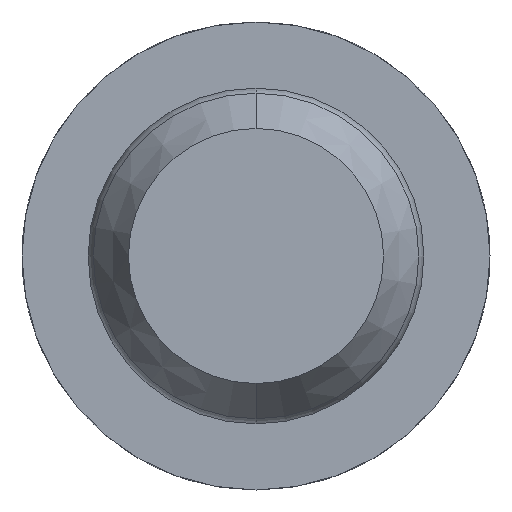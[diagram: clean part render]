
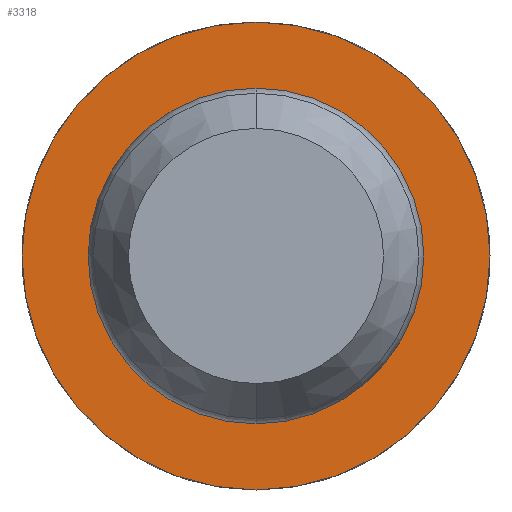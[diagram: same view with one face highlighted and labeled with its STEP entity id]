
A CAD part, front view. The second image highlights one B-rep face of the part: STEP entity #3318.
In plain terms, the highlighted planar face has unit normal (0, -1, 0).
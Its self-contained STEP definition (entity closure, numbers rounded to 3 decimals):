
#55 = VERTEX_POINT ( 'NONE', #2302 ) ;
#98 = DIRECTION ( 'NONE',  ( 0., 1., 0. ) ) ;
#159 = EDGE_CURVE ( 'Defeature ausgef�hrt3_5+Defeature ausgef�hrt3_6+Defeature ausgef�hrt3_6+Defeature ausgef�hrt3_6', #3591, #55, #901, .T. ) ;
#287 = EDGE_CURVE ( 'Defeature ausgef�hrt3_4+Defeature ausgef�hrt3_5+Defeature ausgef�hrt3_5+Defeature ausgef�hrt3_5', #2937, #2205, #612, .T. ) ;
#548 = DIRECTION ( 'NONE',  ( 0., 0., 1. ) ) ;
#588 = AXIS2_PLACEMENT_3D ( 'NONE', #2917, #5097, #611 ) ;
#611 = DIRECTION ( 'NONE',  ( 0., 0., 1. ) ) ;
#612 = CIRCLE ( 'NONE', #4103, 1.15 ) ;
#739 = CARTESIAN_POINT ( 'NONE',  ( 0., -10.5, 0. ) ) ;
#901 = CIRCLE ( 'NONE', #3810, 0.825 ) ;
#1150 = DIRECTION ( 'NONE',  ( 0., 0., 1. ) ) ;
#1202 = ORIENTED_EDGE ( 'NONE', *, *, #4119, .T. ) ;
#1218 = DIRECTION ( 'NONE',  ( 0., 0., 1. ) ) ;
#1362 = FACE_OUTER_BOUND ( 'NONE', #4282, .T. ) ;
#1580 = CARTESIAN_POINT ( 'NONE',  ( 1.15, -10.5, 0. ) ) ;
#1590 = DIRECTION ( 'NONE',  ( 0., 0., 1. ) ) ;
#1846 = ORIENTED_EDGE ( 'NONE', *, *, #287, .F. ) ;
#1996 = AXIS2_PLACEMENT_3D ( 'NONE', #739, #2111, #1218 ) ;
#2037 = DIRECTION ( 'NONE',  ( 0., 1., 0. ) ) ;
#2111 = DIRECTION ( 'NONE',  ( 0., 1., 0. ) ) ;
#2205 = VERTEX_POINT ( 'NONE', #3980 ) ;
#2302 = CARTESIAN_POINT ( 'NONE',  ( 0., -10.5, -0.825 ) ) ;
#2307 = ORIENTED_EDGE ( 'NONE', *, *, #159, .T. ) ;
#2508 = CARTESIAN_POINT ( 'NONE',  ( 0., -10.5, 0. ) ) ;
#2761 = AXIS2_PLACEMENT_3D ( 'NONE', #1580, #2037, #1150 ) ;
#2917 = CARTESIAN_POINT ( 'NONE',  ( 0., -10.5, 0. ) ) ;
#2937 = VERTEX_POINT ( 'NONE', #4112 ) ;
#3271 = CARTESIAN_POINT ( 'NONE',  ( 0., -10.5, 0. ) ) ;
#3318 = ADVANCED_FACE ( 'Defeature ausgef�hrt3_5', ( #1362, #3954 ), #3400, .F. ) ;
#3400 = PLANE ( 'NONE',  #2761 ) ;
#3591 = VERTEX_POINT ( 'NONE', #4960 ) ;
#3810 = AXIS2_PLACEMENT_3D ( 'NONE', #3271, #98, #548 ) ;
#3954 = FACE_BOUND ( 'NONE', #5632, .T. ) ;
#3980 = CARTESIAN_POINT ( 'NONE',  ( 0., -10.5, 1.15 ) ) ;
#4055 = EDGE_CURVE ( 'Defeature ausgef�hrt3_4+Defeature ausgef�hrt3_5+Defeature ausgef�hrt3_5+Defeature ausgef�hrt3_5', #2205, #2937, #4370, .T. ) ;
#4103 = AXIS2_PLACEMENT_3D ( 'NONE', #2508, #5637, #1590 ) ;
#4112 = CARTESIAN_POINT ( 'NONE',  ( 0., -10.5, -1.15 ) ) ;
#4119 = EDGE_CURVE ( 'Defeature ausgef�hrt3_5+Defeature ausgef�hrt3_6+Defeature ausgef�hrt3_6+Defeature ausgef�hrt3_6', #55, #3591, #4644, .T. ) ;
#4282 = EDGE_LOOP ( 'NONE', ( #5234, #1846 ) ) ;
#4370 = CIRCLE ( 'NONE', #588, 1.15 ) ;
#4644 = CIRCLE ( 'NONE', #1996, 0.825 ) ;
#4960 = CARTESIAN_POINT ( 'NONE',  ( 0., -10.5, 0.825 ) ) ;
#5097 = DIRECTION ( 'NONE',  ( 0., 1., 0. ) ) ;
#5234 = ORIENTED_EDGE ( 'NONE', *, *, #4055, .F. ) ;
#5632 = EDGE_LOOP ( 'NONE', ( #2307, #1202 ) ) ;
#5637 = DIRECTION ( 'NONE',  ( 0., 1., 0. ) ) ;
